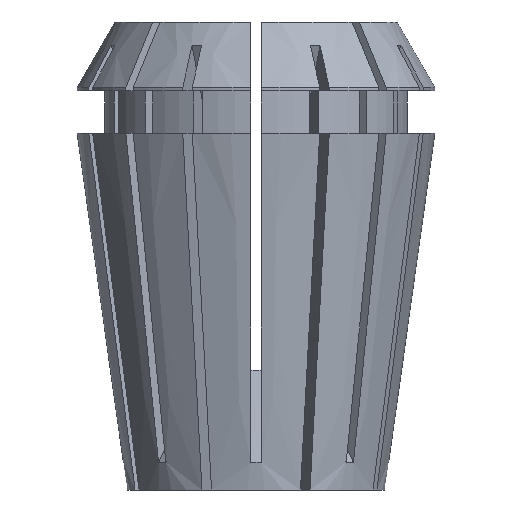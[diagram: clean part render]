
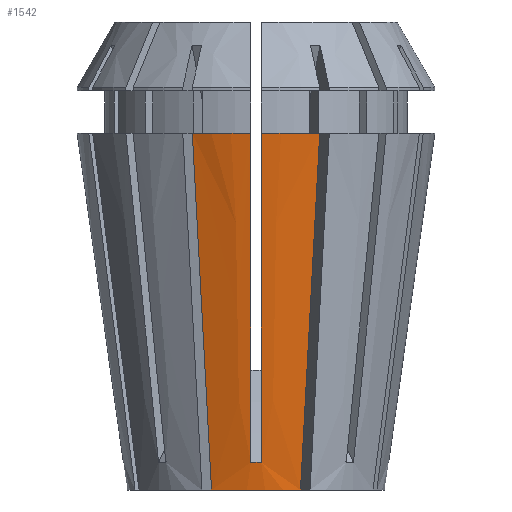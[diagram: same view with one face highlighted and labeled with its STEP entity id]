
A CAD part, left-side view. The second image highlights one B-rep face of the part: STEP entity #1542.
In plain terms, the highlighted conical face has half-angle 8 degrees and reference radius 9.36 mm.
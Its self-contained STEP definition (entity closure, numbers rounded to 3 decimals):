
#23 = ORIENTED_EDGE ( 'NONE', *, *, #3869, .T. ) ;
#33 = CARTESIAN_POINT ( 'NONE',  ( 0., 0., 25.9 ) ) ;
#286 = CARTESIAN_POINT ( 'NONE',  ( -12.149, -4.626, 25.9 ) ) ;
#302 = CARTESIAN_POINT ( 'NONE',  ( -10.192, -3.816, 10.832 ) ) ;
#310 = CARTESIAN_POINT ( 'NONE',  ( -8.784, -3.233, 0. ) ) ;
#319 = CARTESIAN_POINT ( 'NONE',  ( -12.995, 0.375, 25.9 ) ) ;
#385 = CARTESIAN_POINT ( 'NONE',  ( 0., 0., 0. ) ) ;
#492 = DIRECTION ( 'NONE',  ( -1., 0., 0. ) ) ;
#562 = CARTESIAN_POINT ( 'NONE',  ( -9.635, -0.375, 2.009 ) ) ;
#595 = VERTEX_POINT ( 'NONE', #5308 ) ;
#599 = ORIENTED_EDGE ( 'NONE', *, *, #5215, .F. ) ;
#646 = ORIENTED_EDGE ( 'NONE', *, *, #695, .F. ) ;
#673 = EDGE_CURVE ( 'NONE', #858, #4266, #4490, .T. ) ;
#695 = EDGE_CURVE ( 'NONE', #1109, #2599, #2538, .T. ) ;
#710 = CARTESIAN_POINT ( 'NONE',  ( -9.213, -3.41, 3.298 ) ) ;
#756 = CARTESIAN_POINT ( 'NONE',  ( 0., 0., 0. ) ) ;
#764 = CARTESIAN_POINT ( 'NONE',  ( -11.426, 0.375, 14.743 ) ) ;
#768 = EDGE_LOOP ( 'NONE', ( #983, #23, #599, #646, #1319, #4515, #888, #3990 ) ) ;
#848 = FACE_OUTER_BOUND ( 'NONE', #768, .T. ) ;
#858 = VERTEX_POINT ( 'NONE', #3834 ) ;
#863 = CIRCLE ( 'NONE', #3075, 13. ) ;
#888 = ORIENTED_EDGE ( 'NONE', *, *, #1778, .F. ) ;
#965 = VERTEX_POINT ( 'NONE', #4819 ) ;
#983 = ORIENTED_EDGE ( 'NONE', *, *, #2075, .T. ) ;
#988 = VERTEX_POINT ( 'NONE', #3596 ) ;
#1007 = CARTESIAN_POINT ( 'NONE',  ( -9.635, 0.375, 2.009 ) ) ;
#1035 = VERTEX_POINT ( 'NONE', #319 ) ;
#1044 = CARTESIAN_POINT ( 'NONE',  ( -9.643, 0.125, 1.997 ) ) ;
#1085 = CARTESIAN_POINT ( 'NONE',  ( -9.698, -0.375, 2.455 ) ) ;
#1109 = VERTEX_POINT ( 'NONE', #2223 ) ;
#1165 = CARTESIAN_POINT ( 'NONE',  ( -12.483, -0.375, 22.26 ) ) ;
#1254 = DIRECTION ( 'NONE',  ( 0., 0., 1. ) ) ;
#1319 = ORIENTED_EDGE ( 'NONE', *, *, #4177, .T. ) ;
#1342 = DIRECTION ( 'NONE',  ( -1., 0., 0. ) ) ;
#1397 = AXIS2_PLACEMENT_3D ( 'NONE', #3358, #3829, #4222 ) ;
#1484 = CIRCLE ( 'NONE', #1397, 13. ) ;
#1535 = CARTESIAN_POINT ( 'NONE',  ( -11.171, 4.221, 18.366 ) ) ;
#1542 = ADVANCED_FACE ( 'NONE', ( #848 ), #4252, .T. ) ;
#1594 = CARTESIAN_POINT ( 'NONE',  ( -10.625, 0.375, 9.046 ) ) ;
#1778 = EDGE_CURVE ( 'NONE', #965, #4266, #2479, .T. ) ;
#1922 = CARTESIAN_POINT ( 'NONE',  ( -9.635, -0.375, 2.009 ) ) ;
#1964 = CARTESIAN_POINT ( 'NONE',  ( -12.995, -0.375, 25.9 ) ) ;
#2075 = EDGE_CURVE ( 'NONE', #1035, #988, #1484, .T. ) ;
#2223 = CARTESIAN_POINT ( 'NONE',  ( -12.149, -4.626, 25.9 ) ) ;
#2314 = CARTESIAN_POINT ( 'NONE',  ( -10.625, -0.375, 9.046 ) ) ;
#2340 = CARTESIAN_POINT ( 'NONE',  ( -9.824, 0.375, 3.349 ) ) ;
#2351 = CARTESIAN_POINT ( 'NONE',  ( -10.192, 3.816, 10.832 ) ) ;
#2402 = CARTESIAN_POINT ( 'NONE',  ( -12.739, 0.375, 24.08 ) ) ;
#2479 = B_SPLINE_CURVE_WITH_KNOTS ( 'NONE', 3,
 ( #1007, #1044, #4698, #2661 ),
 .UNSPECIFIED., .F., .F.,
 ( 4, 4 ),
 ( 0., 0.001 ),
 .UNSPECIFIED. ) ;
#2538 = B_SPLINE_CURVE_WITH_KNOTS ( 'NONE', 3,
 ( #286, #3153, #302, #710, #3995, #4831, #310 ),
 .UNSPECIFIED., .F., .F.,
 ( 4, 3, 4 ),
 ( 0., 0.023, 0.026 ),
 .UNSPECIFIED. ) ;
#2599 = VERTEX_POINT ( 'NONE', #4024 ) ;
#2661 = CARTESIAN_POINT ( 'NONE',  ( -9.635, -0.375, 2.009 ) ) ;
#2708 = AXIS2_PLACEMENT_3D ( 'NONE', #385, #3682, #1342 ) ;
#2749 = CARTESIAN_POINT ( 'NONE',  ( -9.761, -0.375, 2.902 ) ) ;
#2988 = B_SPLINE_CURVE_WITH_KNOTS ( 'NONE', 3,
 ( #5171, #1535, #2351, #3120, #5195, #3975, #5244 ),
 .UNSPECIFIED., .F., .F.,
 ( 4, 3, 4 ),
 ( 0., 0.023, 0.026 ),
 .UNSPECIFIED. ) ;
#3065 = EDGE_CURVE ( 'NONE', #1035, #965, #5328, .T. ) ;
#3075 = AXIS2_PLACEMENT_3D ( 'NONE', #33, #3313, #492 ) ;
#3120 = CARTESIAN_POINT ( 'NONE',  ( -9.213, 3.41, 3.298 ) ) ;
#3153 = CARTESIAN_POINT ( 'NONE',  ( -11.171, -4.221, 18.366 ) ) ;
#3215 = CARTESIAN_POINT ( 'NONE',  ( -9.698, 0.375, 2.455 ) ) ;
#3313 = DIRECTION ( 'NONE',  ( 0., 0., -1. ) ) ;
#3358 = CARTESIAN_POINT ( 'NONE',  ( 0., 0., 25.9 ) ) ;
#3596 = CARTESIAN_POINT ( 'NONE',  ( -12.149, 4.626, 25.9 ) ) ;
#3682 = DIRECTION ( 'NONE',  ( 0., 0., -1. ) ) ;
#3698 = DIRECTION ( 'NONE',  ( 1., 0., 0. ) ) ;
#3730 = AXIS2_PLACEMENT_3D ( 'NONE', #756, #1254, #3698 ) ;
#3829 = DIRECTION ( 'NONE',  ( 0., 0., -1. ) ) ;
#3834 = CARTESIAN_POINT ( 'NONE',  ( -12.995, -0.375, 25.9 ) ) ;
#3869 = EDGE_CURVE ( 'NONE', #988, #595, #2988, .T. ) ;
#3915 = CIRCLE ( 'NONE', #2708, 9.36 ) ;
#3975 = CARTESIAN_POINT ( 'NONE',  ( -8.927, 3.292, 1.099 ) ) ;
#3990 = ORIENTED_EDGE ( 'NONE', *, *, #3065, .F. ) ;
#3995 = CARTESIAN_POINT ( 'NONE',  ( -9.07, -3.351, 2.199 ) ) ;
#4024 = CARTESIAN_POINT ( 'NONE',  ( -8.784, -3.233, 0. ) ) ;
#4177 = EDGE_CURVE ( 'NONE', #1109, #858, #863, .T. ) ;
#4222 = DIRECTION ( 'NONE',  ( -1., 0., 0. ) ) ;
#4252 = CONICAL_SURFACE ( 'NONE', #3730, 9.36, 0.14 ) ;
#4266 = VERTEX_POINT ( 'NONE', #562 ) ;
#4405 = CARTESIAN_POINT ( 'NONE',  ( -12.227, 0.375, 20.441 ) ) ;
#4430 = CARTESIAN_POINT ( 'NONE',  ( -12.739, -0.375, 24.08 ) ) ;
#4433 = CARTESIAN_POINT ( 'NONE',  ( -9.761, 0.375, 2.902 ) ) ;
#4475 = CARTESIAN_POINT ( 'NONE',  ( -9.635, 0.375, 2.009 ) ) ;
#4490 = B_SPLINE_CURVE_WITH_KNOTS ( 'NONE', 3,
 ( #1964, #4430, #1165, #5254, #5273, #2314, #4859, #2749, #1085, #1922 ),
 .UNSPECIFIED., .F., .F.,
 ( 4, 3, 3, 4 ),
 ( 0.049, 0.055, 0.072, 0.073 ),
 .UNSPECIFIED. ) ;
#4515 = ORIENTED_EDGE ( 'NONE', *, *, #673, .T. ) ;
#4698 = CARTESIAN_POINT ( 'NONE',  ( -9.643, -0.125, 1.997 ) ) ;
#4819 = CARTESIAN_POINT ( 'NONE',  ( -9.635, 0.375, 2.009 ) ) ;
#4831 = CARTESIAN_POINT ( 'NONE',  ( -8.927, -3.292, 1.099 ) ) ;
#4859 = CARTESIAN_POINT ( 'NONE',  ( -9.824, -0.375, 3.349 ) ) ;
#4864 = CARTESIAN_POINT ( 'NONE',  ( -12.483, 0.375, 22.26 ) ) ;
#5171 = CARTESIAN_POINT ( 'NONE',  ( -12.149, 4.626, 25.9 ) ) ;
#5187 = CARTESIAN_POINT ( 'NONE',  ( -12.995, 0.375, 25.9 ) ) ;
#5195 = CARTESIAN_POINT ( 'NONE',  ( -9.07, 3.351, 2.199 ) ) ;
#5215 = EDGE_CURVE ( 'NONE', #2599, #595, #3915, .T. ) ;
#5244 = CARTESIAN_POINT ( 'NONE',  ( -8.784, 3.233, 0. ) ) ;
#5254 = CARTESIAN_POINT ( 'NONE',  ( -12.227, -0.375, 20.441 ) ) ;
#5273 = CARTESIAN_POINT ( 'NONE',  ( -11.426, -0.375, 14.743 ) ) ;
#5308 = CARTESIAN_POINT ( 'NONE',  ( -8.784, 3.233, 0. ) ) ;
#5328 = B_SPLINE_CURVE_WITH_KNOTS ( 'NONE', 3,
 ( #5187, #2402, #4864, #4405, #764, #1594, #2340, #4433, #3215, #4475 ),
 .UNSPECIFIED., .F., .F.,
 ( 4, 3, 3, 4 ),
 ( 0.049, 0.055, 0.072, 0.073 ),
 .UNSPECIFIED. ) ;
